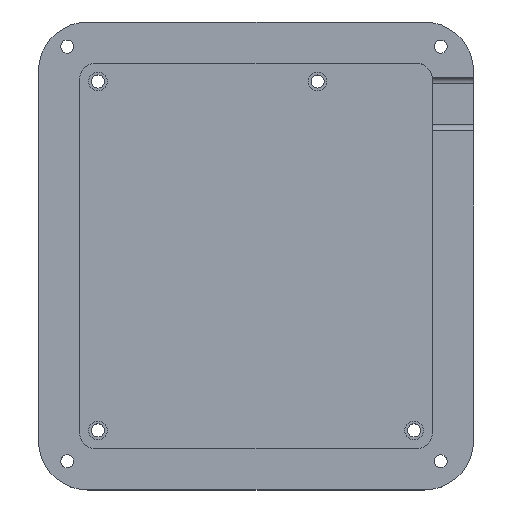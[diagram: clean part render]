
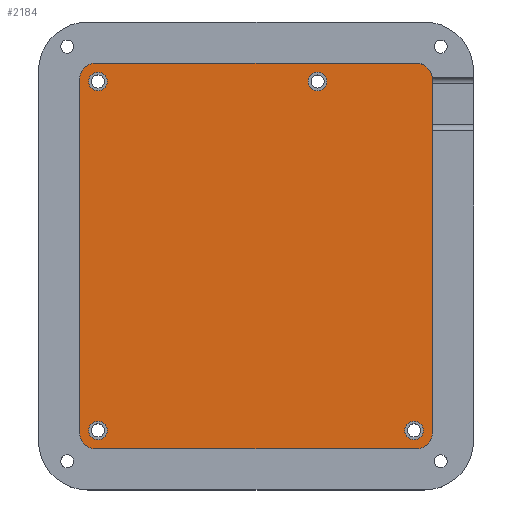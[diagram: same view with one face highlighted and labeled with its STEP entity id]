
A CAD part, top view. The second image highlights one B-rep face of the part: STEP entity #2184.
In plain terms, the highlighted planar face has unit normal (0, 0, 1).
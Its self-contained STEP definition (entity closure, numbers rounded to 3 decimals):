
#41=FACE_BOUND('',#376,.T.);
#42=FACE_BOUND('',#377,.T.);
#43=FACE_BOUND('',#378,.T.);
#44=FACE_BOUND('',#379,.T.);
#108=PLANE('',#2407);
#222=FACE_OUTER_BOUND('',#375,.T.);
#375=EDGE_LOOP('',(#1868,#1869,#1870,#1871,#1872,#1873,#1874,#1875));
#376=EDGE_LOOP('',(#1876));
#377=EDGE_LOOP('',(#1877));
#378=EDGE_LOOP('',(#1878));
#379=EDGE_LOOP('',(#1879));
#563=LINE('',#3631,#755);
#564=LINE('',#3635,#756);
#565=LINE('',#3639,#757);
#566=LINE('',#3642,#758);
#755=VECTOR('',#2983,10.);
#756=VECTOR('',#2986,10.);
#757=VECTOR('',#2989,10.);
#758=VECTOR('',#2992,10.);
#890=CIRCLE('',#2396,2.25);
#892=CIRCLE('',#2399,2.25);
#894=CIRCLE('',#2402,2.25);
#896=CIRCLE('',#2405,2.25);
#897=CIRCLE('',#2408,4.);
#898=CIRCLE('',#2409,4.);
#899=CIRCLE('',#2410,4.);
#900=CIRCLE('',#2411,4.);
#1067=VERTEX_POINT('',#3599);
#1069=VERTEX_POINT('',#3605);
#1071=VERTEX_POINT('',#3611);
#1073=VERTEX_POINT('',#3617);
#1076=VERTEX_POINT('',#3627);
#1077=VERTEX_POINT('',#3628);
#1078=VERTEX_POINT('',#3630);
#1079=VERTEX_POINT('',#3632);
#1080=VERTEX_POINT('',#3634);
#1081=VERTEX_POINT('',#3636);
#1082=VERTEX_POINT('',#3638);
#1083=VERTEX_POINT('',#3640);
#1340=EDGE_CURVE('',#1067,#1067,#890,.T.);
#1343=EDGE_CURVE('',#1069,#1069,#892,.T.);
#1346=EDGE_CURVE('',#1071,#1071,#894,.T.);
#1349=EDGE_CURVE('',#1073,#1073,#896,.T.);
#1353=EDGE_CURVE('',#1076,#1077,#897,.T.);
#1354=EDGE_CURVE('',#1078,#1077,#563,.T.);
#1355=EDGE_CURVE('',#1078,#1079,#898,.T.);
#1356=EDGE_CURVE('',#1080,#1079,#564,.T.);
#1357=EDGE_CURVE('',#1080,#1081,#899,.T.);
#1358=EDGE_CURVE('',#1082,#1081,#565,.T.);
#1359=EDGE_CURVE('',#1082,#1083,#900,.T.);
#1360=EDGE_CURVE('',#1076,#1083,#566,.T.);
#1868=ORIENTED_EDGE('',*,*,#1353,.T.);
#1869=ORIENTED_EDGE('',*,*,#1354,.F.);
#1870=ORIENTED_EDGE('',*,*,#1355,.T.);
#1871=ORIENTED_EDGE('',*,*,#1356,.F.);
#1872=ORIENTED_EDGE('',*,*,#1357,.T.);
#1873=ORIENTED_EDGE('',*,*,#1358,.F.);
#1874=ORIENTED_EDGE('',*,*,#1359,.T.);
#1875=ORIENTED_EDGE('',*,*,#1360,.F.);
#1876=ORIENTED_EDGE('',*,*,#1340,.F.);
#1877=ORIENTED_EDGE('',*,*,#1343,.F.);
#1878=ORIENTED_EDGE('',*,*,#1346,.F.);
#1879=ORIENTED_EDGE('',*,*,#1349,.F.);
#2184=ADVANCED_FACE('',(#222,#41,#42,#43,#44),#108,.F.);
#2396=AXIS2_PLACEMENT_3D('',#3601,#2951,#2952);
#2399=AXIS2_PLACEMENT_3D('',#3607,#2958,#2959);
#2402=AXIS2_PLACEMENT_3D('',#3613,#2965,#2966);
#2405=AXIS2_PLACEMENT_3D('',#3619,#2972,#2973);
#2407=AXIS2_PLACEMENT_3D('',#3626,#2979,#2980);
#2408=AXIS2_PLACEMENT_3D('',#3629,#2981,#2982);
#2409=AXIS2_PLACEMENT_3D('',#3633,#2984,#2985);
#2410=AXIS2_PLACEMENT_3D('',#3637,#2987,#2988);
#2411=AXIS2_PLACEMENT_3D('',#3641,#2990,#2991);
#2951=DIRECTION('center_axis',(0.,0.,1.));
#2952=DIRECTION('ref_axis',(-1.,0.,0.));
#2958=DIRECTION('center_axis',(0.,0.,1.));
#2959=DIRECTION('ref_axis',(-1.,0.,0.));
#2965=DIRECTION('center_axis',(0.,0.,1.));
#2966=DIRECTION('ref_axis',(-1.,0.,0.));
#2972=DIRECTION('center_axis',(0.,0.,1.));
#2973=DIRECTION('ref_axis',(-1.,0.,0.));
#2979=DIRECTION('center_axis',(0.,0.,-1.));
#2980=DIRECTION('ref_axis',(-1.,0.,0.));
#2981=DIRECTION('center_axis',(0.,0.,1.));
#2982=DIRECTION('ref_axis',(0.707,0.707,0.));
#2983=DIRECTION('',(1.,0.,0.));
#2984=DIRECTION('center_axis',(0.,0.,1.));
#2985=DIRECTION('ref_axis',(-0.707,0.707,0.));
#2986=DIRECTION('',(0.,1.,0.));
#2987=DIRECTION('center_axis',(0.,0.,1.));
#2988=DIRECTION('ref_axis',(-0.707,-0.707,0.));
#2989=DIRECTION('',(-1.,0.,0.));
#2990=DIRECTION('center_axis',(0.,0.,1.));
#2991=DIRECTION('ref_axis',(0.707,-0.707,0.));
#2992=DIRECTION('',(0.,-1.,0.));
#3599=CARTESIAN_POINT('',(83.75,4.5,-1.));
#3601=CARTESIAN_POINT('Origin',(81.5,4.5,-1.));
#3605=CARTESIAN_POINT('',(6.75,4.5,-1.));
#3607=CARTESIAN_POINT('Origin',(4.5,4.5,-1.));
#3611=CARTESIAN_POINT('',(60.25,89.5,-1.));
#3613=CARTESIAN_POINT('Origin',(58.,89.5,-1.));
#3617=CARTESIAN_POINT('',(6.75,89.5,-1.));
#3619=CARTESIAN_POINT('Origin',(4.5,89.5,-1.));
#3626=CARTESIAN_POINT('Origin',(43.,47.,-1.));
#3627=CARTESIAN_POINT('',(86.,90.,-1.));
#3628=CARTESIAN_POINT('',(82.,94.,-1.));
#3629=CARTESIAN_POINT('Origin',(82.,90.,-1.));
#3630=CARTESIAN_POINT('',(4.,94.,-1.));
#3631=CARTESIAN_POINT('',(86.,94.,-1.));
#3632=CARTESIAN_POINT('',(0.,90.,-1.));
#3633=CARTESIAN_POINT('Origin',(4.,90.,-1.));
#3634=CARTESIAN_POINT('',(0.,4.,-1.));
#3635=CARTESIAN_POINT('',(0.,94.,-1.));
#3636=CARTESIAN_POINT('',(4.,0.,-1.));
#3637=CARTESIAN_POINT('Origin',(4.,4.,-1.));
#3638=CARTESIAN_POINT('',(82.,0.,-1.));
#3639=CARTESIAN_POINT('',(0.,0.,-1.));
#3640=CARTESIAN_POINT('',(86.,4.,-1.));
#3641=CARTESIAN_POINT('Origin',(82.,4.,-1.));
#3642=CARTESIAN_POINT('',(86.,0.,-1.));
